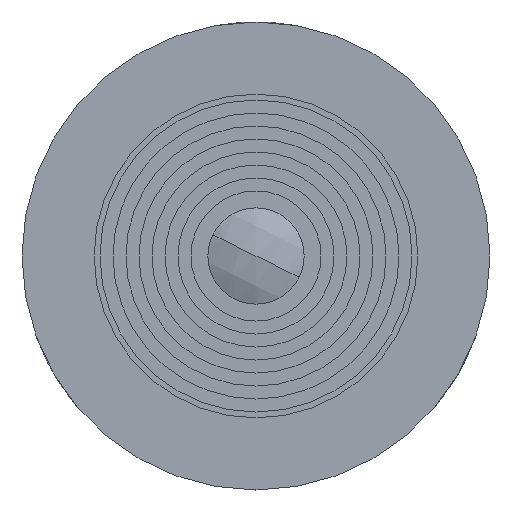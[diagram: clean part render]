
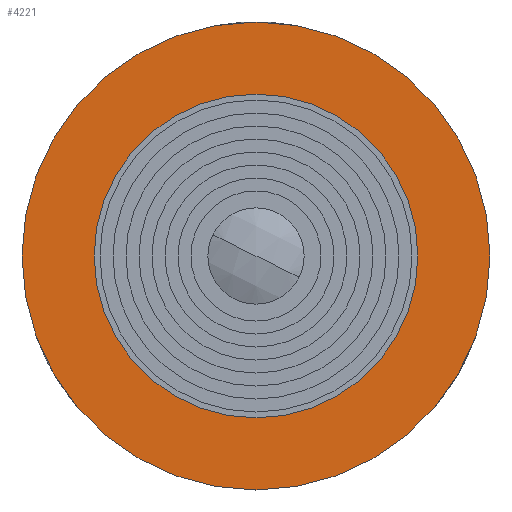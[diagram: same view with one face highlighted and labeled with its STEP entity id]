
A CAD part, left-side view. The second image highlights one B-rep face of the part: STEP entity #4221.
In plain terms, the highlighted planar face has unit normal (-1, 0, 0).
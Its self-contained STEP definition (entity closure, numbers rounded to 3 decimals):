
#10 = CARTESIAN_POINT ( 'NONE',  ( 0., 18., 0. ) ) ;
#225 = EDGE_CURVE ( 'NONE', #5478, #4789, #4124, .T. ) ;
#349 = EDGE_LOOP ( 'NONE', ( #5731, #1463 ) ) ;
#478 = CIRCLE ( 'NONE', #4017, 12.45 ) ;
#482 = CIRCLE ( 'NONE', #4362, 18. ) ;
#660 = CARTESIAN_POINT ( 'NONE',  ( 0., 0., 0. ) ) ;
#1007 = CIRCLE ( 'NONE', #3782, 12.45 ) ;
#1086 = EDGE_LOOP ( 'NONE', ( #1486, #1715 ) ) ;
#1149 = FACE_OUTER_BOUND ( 'NONE', #1086, .T. ) ;
#1463 = ORIENTED_EDGE ( 'NONE', *, *, #4338, .F. ) ;
#1486 = ORIENTED_EDGE ( 'NONE', *, *, #4857, .T. ) ;
#1656 = CARTESIAN_POINT ( 'NONE',  ( 0., 0., 12.45 ) ) ;
#1715 = ORIENTED_EDGE ( 'NONE', *, *, #225, .T. ) ;
#1777 = CARTESIAN_POINT ( 'NONE',  ( 0., 0., -18. ) ) ;
#1889 = DIRECTION ( 'NONE',  ( 0., 0., 1. ) ) ;
#1920 = DIRECTION ( 'NONE',  ( -1., 0., 0. ) ) ;
#1992 = DIRECTION ( 'NONE',  ( -1., 0., 0. ) ) ;
#2078 = DIRECTION ( 'NONE',  ( 0., 0., 1. ) ) ;
#2233 = DIRECTION ( 'NONE',  ( 0., 0., 1. ) ) ;
#2983 = CARTESIAN_POINT ( 'NONE',  ( 0., 0., 0. ) ) ;
#3047 = CARTESIAN_POINT ( 'NONE',  ( 0., 0., 0. ) ) ;
#3135 = PLANE ( 'NONE',  #3235 ) ;
#3235 = AXIS2_PLACEMENT_3D ( 'NONE', #10, #6824, #5250 ) ;
#3247 = EDGE_CURVE ( 'NONE', #4933, #4126, #1007, .T. ) ;
#3529 = DIRECTION ( 'NONE',  ( -1., 0., 0. ) ) ;
#3543 = CARTESIAN_POINT ( 'NONE',  ( 0., 0., -12.45 ) ) ;
#3782 = AXIS2_PLACEMENT_3D ( 'NONE', #3047, #3529, #2078 ) ;
#4017 = AXIS2_PLACEMENT_3D ( 'NONE', #660, #1920, #1889 ) ;
#4124 = CIRCLE ( 'NONE', #5008, 18. ) ;
#4126 = VERTEX_POINT ( 'NONE', #3543 ) ;
#4221 = ADVANCED_FACE ( 'NONE', ( #6401, #1149 ), #3135, .F. ) ;
#4338 = EDGE_CURVE ( 'NONE', #4126, #4933, #478, .T. ) ;
#4349 = CARTESIAN_POINT ( 'NONE',  ( 0., 0., 0. ) ) ;
#4362 = AXIS2_PLACEMENT_3D ( 'NONE', #4349, #4734, #2233 ) ;
#4584 = DIRECTION ( 'NONE',  ( 0., 0., 1. ) ) ;
#4734 = DIRECTION ( 'NONE',  ( -1., 0., 0. ) ) ;
#4789 = VERTEX_POINT ( 'NONE', #5116 ) ;
#4857 = EDGE_CURVE ( 'NONE', #4789, #5478, #482, .T. ) ;
#4933 = VERTEX_POINT ( 'NONE', #1656 ) ;
#5008 = AXIS2_PLACEMENT_3D ( 'NONE', #2983, #1992, #4584 ) ;
#5116 = CARTESIAN_POINT ( 'NONE',  ( 0., 0., 18. ) ) ;
#5250 = DIRECTION ( 'NONE',  ( 0., 0., -1. ) ) ;
#5478 = VERTEX_POINT ( 'NONE', #1777 ) ;
#5731 = ORIENTED_EDGE ( 'NONE', *, *, #3247, .F. ) ;
#6401 = FACE_BOUND ( 'NONE', #349, .T. ) ;
#6824 = DIRECTION ( 'NONE',  ( 1., 0., 0. ) ) ;
